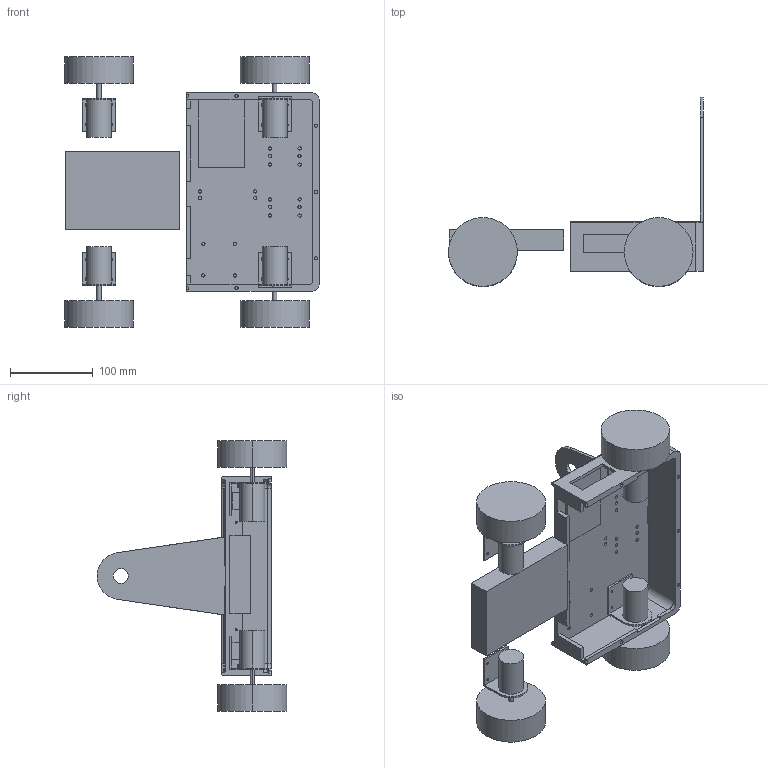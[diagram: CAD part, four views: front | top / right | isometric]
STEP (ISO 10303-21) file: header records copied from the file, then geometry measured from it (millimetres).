
FILE_DESCRIPTION (( 'STEP AP214' ), '1' );
FILE_NAME ('Baron project_half1.STEP', '2023-02-22T05:45:09', ( '' ), ( '' ), 'SwSTEP 2.0', 'SolidWorks 2020', '' );
FILE_SCHEMA (( 'AUTOMOTIVE_DESIGN' ));
Length unit declared in the file: millimetre
Products named in the file (1): Baron project_half1
Bounding box: 307.5 x 228.4 x 326 mm (x, y, z)
Volume: 1556859.8 mm3; surface area: 342549.2 mm2
Topology: 7 solids, 7 shells, 397 faces, 956 edges, 632 vertices
Faces by surface type: plane 200, cylinder 191, torus 6
Entity records: 11870 total; most frequent: DIRECTION 2132, CARTESIAN_POINT 1998, ORIENTED_EDGE 1912, EDGE_CURVE 956, AXIS2_PLACEMENT_3D 782, VERTEX_POINT 632, VECTOR 568, LINE 568
